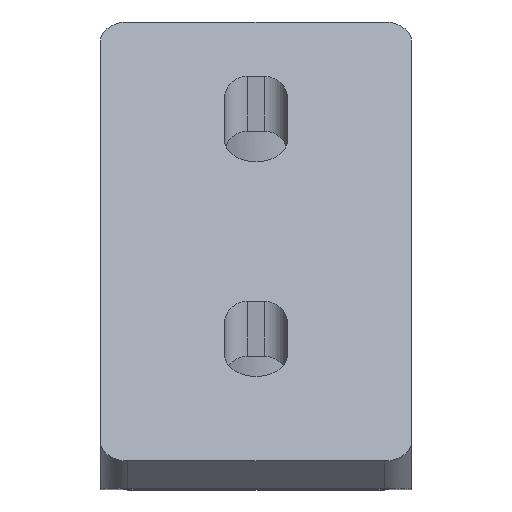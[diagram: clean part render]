
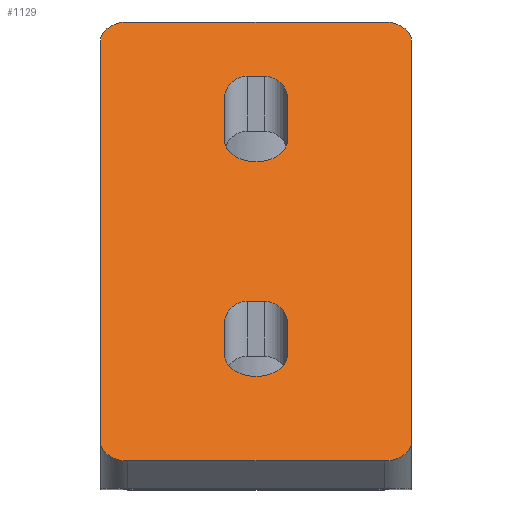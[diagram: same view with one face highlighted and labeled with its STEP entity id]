
A CAD part, top view. The second image highlights one B-rep face of the part: STEP entity #1129.
In plain terms, the highlighted planar face has unit normal (0, 0.707, 0.707).
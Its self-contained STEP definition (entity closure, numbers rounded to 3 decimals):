
#14=PLANE($,#1232);
#62=FACE_BOUND($,#204,.T.);
#63=FACE_BOUND($,#205,.T.);
#92=ELLIPSE($,#1169,4.243,3.);
#94=ELLIPSE($,#1172,4.243,3.);
#96=ELLIPSE($,#1178,4.243,3.);
#98=ELLIPSE($,#1181,4.243,3.);
#136=FACE_OUTER_BOUND($,#203,.T.);
#203=EDGE_LOOP($,(#844,#845,#846,#847,#848,#849,#850,#851));
#204=EDGE_LOOP($,(#852,#853,#854,#855,#856,#857));
#205=EDGE_LOOP($,(#858,#859,#860,#861,#862,#863));
#280=LINE($,#1978,#372);
#281=LINE($,#1980,#373);
#282=LINE($,#1981,#374);
#283=LINE($,#1982,#375);
#284=LINE($,#1983,#376);
#285=LINE($,#1984,#377);
#286=LINE($,#1985,#378);
#287=LINE($,#1986,#379);
#288=LINE($,#1987,#380);
#289=LINE($,#1988,#381);
#372=VECTOR($,#1437,33.);
#373=VECTOR($,#1440,73.);
#374=VECTOR($,#1441,33.);
#375=VECTOR($,#1442,73.);
#376=VECTOR($,#1443,7.258);
#377=VECTOR($,#1444,2.2);
#378=VECTOR($,#1445,7.258);
#379=VECTOR($,#1446,5.346);
#380=VECTOR($,#1447,2.2);
#381=VECTOR($,#1448,5.346);
#430=CIRCLE($,#1166,4.1);
#432=CIRCLE($,#1175,4.1);
#436=CIRCLE($,#1194,3.5);
#437=CIRCLE($,#1197,3.5);
#438=CIRCLE($,#1200,3.5);
#440=CIRCLE($,#1205,3.5);
#452=VERTEX_POINT($,#1563);
#453=VERTEX_POINT($,#1565);
#456=VERTEX_POINT($,#1572);
#457=VERTEX_POINT($,#1574);
#460=VERTEX_POINT($,#1581);
#461=VERTEX_POINT($,#1583);
#464=VERTEX_POINT($,#1590);
#465=VERTEX_POINT($,#1592);
#468=VERTEX_POINT($,#1599);
#469=VERTEX_POINT($,#1601);
#472=VERTEX_POINT($,#1608);
#473=VERTEX_POINT($,#1610);
#495=VERTEX_POINT($,#1746);
#496=VERTEX_POINT($,#1747);
#499=VERTEX_POINT($,#1755);
#500=VERTEX_POINT($,#1756);
#503=VERTEX_POINT($,#1764);
#504=VERTEX_POINT($,#1765);
#510=VERTEX_POINT($,#1779);
#511=VERTEX_POINT($,#1780);
#565=EDGE_CURVE($,#453,#452,#430,.F.);
#569=EDGE_CURVE($,#457,#456,#92,.F.);
#573=EDGE_CURVE($,#461,#460,#94,.F.);
#577=EDGE_CURVE($,#465,#464,#432,.F.);
#581=EDGE_CURVE($,#469,#468,#96,.F.);
#585=EDGE_CURVE($,#473,#472,#98,.F.);
#608=EDGE_CURVE($,#495,#496,#436,.F.);
#612=EDGE_CURVE($,#499,#500,#437,.F.);
#616=EDGE_CURVE($,#503,#504,#438,.F.);
#623=EDGE_CURVE($,#510,#511,#440,.F.);
#662=EDGE_CURVE($,#496,#499,#280,.T.);
#663=EDGE_CURVE($,#500,#503,#281,.T.);
#664=EDGE_CURVE($,#510,#504,#282,.T.);
#665=EDGE_CURVE($,#495,#511,#283,.T.);
#666=EDGE_CURVE($,#452,#461,#284,.T.);
#667=EDGE_CURVE($,#460,#457,#285,.T.);
#668=EDGE_CURVE($,#456,#453,#286,.T.);
#669=EDGE_CURVE($,#464,#469,#287,.T.);
#670=EDGE_CURVE($,#468,#473,#288,.T.);
#671=EDGE_CURVE($,#472,#465,#289,.T.);
#844=ORIENTED_EDGE($,*,*,#608,.T.);
#845=ORIENTED_EDGE($,*,*,#662,.T.);
#846=ORIENTED_EDGE($,*,*,#612,.T.);
#847=ORIENTED_EDGE($,*,*,#663,.T.);
#848=ORIENTED_EDGE($,*,*,#616,.T.);
#849=ORIENTED_EDGE($,*,*,#664,.F.);
#850=ORIENTED_EDGE($,*,*,#623,.T.);
#851=ORIENTED_EDGE($,*,*,#665,.F.);
#852=ORIENTED_EDGE($,*,*,#666,.T.);
#853=ORIENTED_EDGE($,*,*,#573,.T.);
#854=ORIENTED_EDGE($,*,*,#667,.T.);
#855=ORIENTED_EDGE($,*,*,#569,.T.);
#856=ORIENTED_EDGE($,*,*,#668,.T.);
#857=ORIENTED_EDGE($,*,*,#565,.T.);
#858=ORIENTED_EDGE($,*,*,#669,.T.);
#859=ORIENTED_EDGE($,*,*,#581,.T.);
#860=ORIENTED_EDGE($,*,*,#670,.T.);
#861=ORIENTED_EDGE($,*,*,#585,.T.);
#862=ORIENTED_EDGE($,*,*,#671,.T.);
#863=ORIENTED_EDGE($,*,*,#577,.T.);
#1129=ADVANCED_FACE($,(#136,#62,#63),#14,.T.);
#1166=AXIS2_PLACEMENT_3D($,#1566,#1271,#1272);
#1169=AXIS2_PLACEMENT_3D($,#1575,#1279,#1280);
#1172=AXIS2_PLACEMENT_3D($,#1584,#1287,#1288);
#1175=AXIS2_PLACEMENT_3D($,#1593,#1295,#1296);
#1178=AXIS2_PLACEMENT_3D($,#1602,#1303,#1304);
#1181=AXIS2_PLACEMENT_3D($,#1611,#1311,#1312);
#1194=AXIS2_PLACEMENT_3D($,#1748,#1344,#1345);
#1197=AXIS2_PLACEMENT_3D($,#1757,#1352,#1353);
#1200=AXIS2_PLACEMENT_3D($,#1766,#1360,#1361);
#1205=AXIS2_PLACEMENT_3D($,#1781,#1373,#1374);
#1232=AXIS2_PLACEMENT_3D($,#1979,#1438,#1439);
#1271=DIRECTION('center_axis',(0.,0.707,0.707));
#1272=DIRECTION('ref_axis',(0.,0.707,-0.707));
#1279=DIRECTION('center_axis',(0.,0.707,0.707));
#1280=DIRECTION('ref_axis',(0.,-0.707,0.707));
#1287=DIRECTION('center_axis',(0.,0.707,0.707));
#1288=DIRECTION('ref_axis',(0.,-0.707,0.707));
#1295=DIRECTION('center_axis',(0.,0.707,0.707));
#1296=DIRECTION('ref_axis',(0.,0.707,-0.707));
#1303=DIRECTION('center_axis',(0.,0.707,0.707));
#1304=DIRECTION('ref_axis',(0.,-0.707,0.707));
#1311=DIRECTION('center_axis',(0.,0.707,0.707));
#1312=DIRECTION('ref_axis',(0.,-0.707,0.707));
#1344=DIRECTION('center_axis',(0.,-0.707,-0.707));
#1345=DIRECTION('ref_axis',(-0.707,-0.5,0.5));
#1352=DIRECTION('center_axis',(0.,-0.707,-0.707));
#1353=DIRECTION('ref_axis',(0.707,-0.5,0.5));
#1360=DIRECTION('center_axis',(0.,-0.707,-0.707));
#1361=DIRECTION('ref_axis',(0.707,0.5,-0.5));
#1373=DIRECTION('center_axis',(0.,-0.707,-0.707));
#1374=DIRECTION('ref_axis',(-0.707,0.5,-0.5));
#1437=DIRECTION($,(-1.,0.,0.));
#1438=DIRECTION('center_axis',(0.,0.707,0.707));
#1439=DIRECTION('ref_axis',(1.,0.,0.));
#1440=DIRECTION($,(0.,-0.707,0.707));
#1441=DIRECTION($,(-1.,0.,0.));
#1442=DIRECTION($,(0.,-0.707,0.707));
#1443=DIRECTION($,(0.,0.707,-0.707));
#1444=DIRECTION($,(1.,0.,0.));
#1445=DIRECTION($,(0.,-0.707,0.707));
#1446=DIRECTION($,(0.,0.707,-0.707));
#1447=DIRECTION($,(1.,0.,0.));
#1448=DIRECTION($,(0.,-0.707,0.707));
#1563=CARTESIAN_POINT('',(-4.1,-15.132,15.132));
#1565=CARTESIAN_POINT('',(4.1,-15.132,15.132));
#1566=CARTESIAN_POINT('Origin',(0.,-15.132,15.132));
#1572=CARTESIAN_POINT('',(4.1,-10.,10.));
#1574=CARTESIAN_POINT('',(1.1,-7.,7.));
#1575=CARTESIAN_POINT('Origin',(1.1,-10.,10.));
#1581=CARTESIAN_POINT('',(-1.1,-7.,7.));
#1583=CARTESIAN_POINT('',(-4.1,-10.,10.));
#1584=CARTESIAN_POINT('Origin',(-1.1,-10.,10.));
#1590=CARTESIAN_POINT('',(-4.1,-42.78,42.78));
#1592=CARTESIAN_POINT('',(4.1,-42.78,42.78));
#1593=CARTESIAN_POINT('Origin',(0.,-42.78,42.78));
#1599=CARTESIAN_POINT('',(-1.1,-36.,36.));
#1601=CARTESIAN_POINT('',(-4.1,-39.,39.));
#1602=CARTESIAN_POINT('Origin',(-1.1,-39.,39.));
#1608=CARTESIAN_POINT('',(4.1,-39.,39.));
#1610=CARTESIAN_POINT('',(1.1,-36.,36.));
#1611=CARTESIAN_POINT('Origin',(1.1,-39.,39.));
#1746=CARTESIAN_POINT('',(20.,-2.475,2.475));
#1747=CARTESIAN_POINT('',(16.5,0.,0.));
#1748=CARTESIAN_POINT('Origin',(16.5,-2.475,2.475));
#1755=CARTESIAN_POINT('',(-16.5,0.,0.));
#1756=CARTESIAN_POINT('',(-20.,-2.475,2.475));
#1757=CARTESIAN_POINT('Origin',(-16.5,-2.475,2.475));
#1764=CARTESIAN_POINT('',(-20.,-54.094,54.094));
#1765=CARTESIAN_POINT('',(-16.5,-56.569,56.569));
#1766=CARTESIAN_POINT('Origin',(-16.5,-54.094,54.094));
#1779=CARTESIAN_POINT('',(16.5,-56.569,56.569));
#1780=CARTESIAN_POINT('',(20.,-54.094,54.094));
#1781=CARTESIAN_POINT('Origin',(16.5,-54.094,54.094));
#1978=CARTESIAN_POINT($,(16.5,0.,0.));
#1979=CARTESIAN_POINT('Origin',(22.,-59.397,59.397));
#1980=CARTESIAN_POINT($,(-20.,-2.475,2.475));
#1981=CARTESIAN_POINT($,(16.5,-56.569,56.569));
#1982=CARTESIAN_POINT($,(20.,-2.475,2.475));
#1983=CARTESIAN_POINT($,(-4.1,-15.132,15.132));
#1984=CARTESIAN_POINT($,(-1.1,-7.,7.));
#1985=CARTESIAN_POINT($,(4.1,-10.,10.));
#1986=CARTESIAN_POINT($,(-4.1,-42.78,42.78));
#1987=CARTESIAN_POINT($,(-1.1,-36.,36.));
#1988=CARTESIAN_POINT($,(4.1,-39.,39.));
